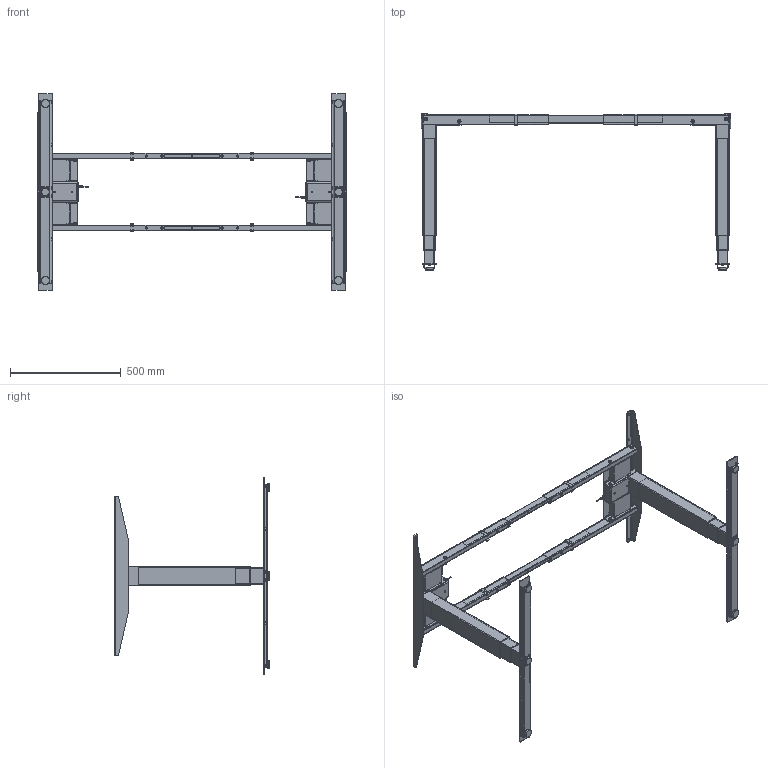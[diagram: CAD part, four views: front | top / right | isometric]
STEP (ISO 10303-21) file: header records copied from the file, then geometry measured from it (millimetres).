
FILE_DESCRIPTION (( 'STEP AP203' ), '1' );
FILE_NAME ('A2CK53211AxxG Aero A-2 2c_3S foot 890.STEP', '2023-04-06T12:46:28', ( '' ), ( '' ), 'SwSTEP 2.0', 'SolidWorks 2021', '' );
FILE_SCHEMA (( 'CONFIG_CONTROL_DESIGN' ));
Length unit declared in the file: millimetre
Products named in the file (1): A2CK53211AxxG Aero A-2 2c_3S foot 890
Bounding box: 1400 x 705 x 890 mm (x, y, z)
Surface area: 2737702.9 mm2 (no closed solid volume)
Topology: 0 solids, 290 shells, 1205 faces, 6083 edges, 5078 vertices
Faces by surface type: plane 528, cylinder 393, cone 160, torus 120, bspline 4
Entity records: 69023 total; most frequent: CARTESIAN_POINT 22829, DIRECTION 9281, ORIENTED_EDGE 7684, EDGE_CURVE 6075, VERTEX_POINT 5078, AXIS2_PLACEMENT_3D 3108, LINE 3065, VECTOR 3065
